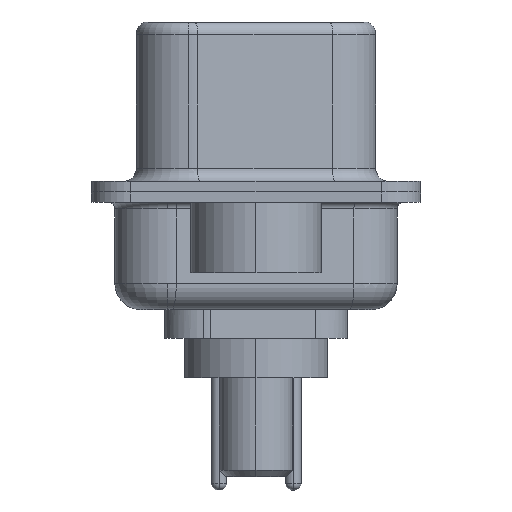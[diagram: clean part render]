
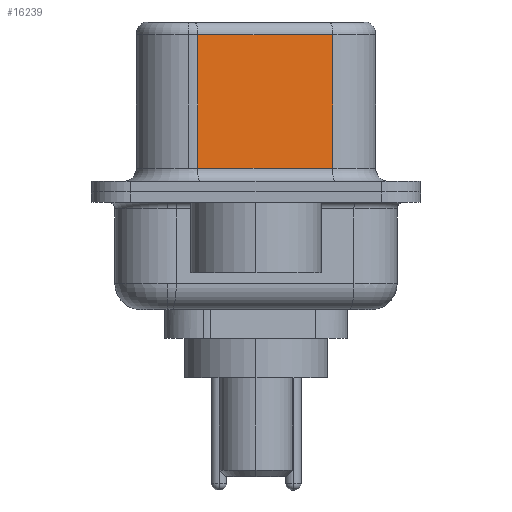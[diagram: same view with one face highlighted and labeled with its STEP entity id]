
A CAD part, left-side view. The second image highlights one B-rep face of the part: STEP entity #16239.
In plain terms, the highlighted planar face has unit normal (-0.985, -0.174, 0).
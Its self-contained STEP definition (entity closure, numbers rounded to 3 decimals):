
#181 = VECTOR ( 'NONE', #12381, 1000. ) ;
#932 = CARTESIAN_POINT ( 'NONE',  ( 4.585, -2.927, 0.9 ) ) ;
#1059 = ORIENTED_EDGE ( 'NONE', *, *, #6829, .T. ) ;
#2395 = DIRECTION ( 'NONE',  ( -0.174, 0.985, 0. ) ) ;
#2665 = LINE ( 'NONE', #16669, #17191 ) ;
#2856 = VERTEX_POINT ( 'NONE', #4745 ) ;
#3279 = EDGE_CURVE ( 'NONE', #12313, #2856, #3934, .T. ) ;
#3547 = CARTESIAN_POINT ( 'NONE',  ( 4.585, -2.927, 6.02 ) ) ;
#3934 = LINE ( 'NONE', #12147, #181 ) ;
#4082 = AXIS2_PLACEMENT_3D ( 'NONE', #5120, #10802, #2395 ) ;
#4627 = FACE_OUTER_BOUND ( 'NONE', #13056, .T. ) ;
#4745 = CARTESIAN_POINT ( 'NONE',  ( 4.585, -2.927, 0.9 ) ) ;
#5120 = CARTESIAN_POINT ( 'NONE',  ( 4.585, -2.927, 6.52 ) ) ;
#5531 = CARTESIAN_POINT ( 'NONE',  ( 3.675, 2.233, 6.02 ) ) ;
#6829 = EDGE_CURVE ( 'NONE', #8361, #8233, #2665, .T. ) ;
#7880 = VECTOR ( 'NONE', #11972, 1000. ) ;
#8024 = EDGE_CURVE ( 'NONE', #12313, #8361, #8338, .T. ) ;
#8233 = VERTEX_POINT ( 'NONE', #13958 ) ;
#8338 = LINE ( 'NONE', #3547, #7880 ) ;
#8361 = VERTEX_POINT ( 'NONE', #5531 ) ;
#9965 = ORIENTED_EDGE ( 'NONE', *, *, #11662, .T. ) ;
#10802 = DIRECTION ( 'NONE',  ( 0.985, 0.174, 0. ) ) ;
#11662 = EDGE_CURVE ( 'NONE', #8233, #2856, #17030, .T. ) ;
#11972 = DIRECTION ( 'NONE',  ( -0.174, 0.985, 0. ) ) ;
#12147 = CARTESIAN_POINT ( 'NONE',  ( 4.585, -2.927, 6.52 ) ) ;
#12210 = DIRECTION ( 'NONE',  ( 0.174, -0.985, 0. ) ) ;
#12288 = ORIENTED_EDGE ( 'NONE', *, *, #3279, .F. ) ;
#12313 = VERTEX_POINT ( 'NONE', #16265 ) ;
#12381 = DIRECTION ( 'NONE',  ( 0., 0., -1. ) ) ;
#12654 = DIRECTION ( 'NONE',  ( 0., 0., -1. ) ) ;
#12839 = VECTOR ( 'NONE', #12210, 1000. ) ;
#13056 = EDGE_LOOP ( 'NONE', ( #12288, #16277, #1059, #9965 ) ) ;
#13958 = CARTESIAN_POINT ( 'NONE',  ( 3.675, 2.233, 0.9 ) ) ;
#16239 = ADVANCED_FACE ( 'NONE', ( #4627 ), #16411, .F. ) ;
#16265 = CARTESIAN_POINT ( 'NONE',  ( 4.585, -2.927, 6.02 ) ) ;
#16277 = ORIENTED_EDGE ( 'NONE', *, *, #8024, .T. ) ;
#16411 = PLANE ( 'NONE',  #4082 ) ;
#16669 = CARTESIAN_POINT ( 'NONE',  ( 3.675, 2.233, 6.52 ) ) ;
#17030 = LINE ( 'NONE', #932, #12839 ) ;
#17191 = VECTOR ( 'NONE', #12654, 1000. ) ;
